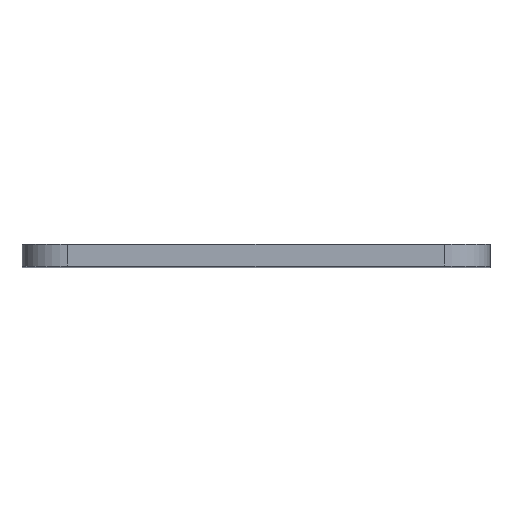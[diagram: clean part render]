
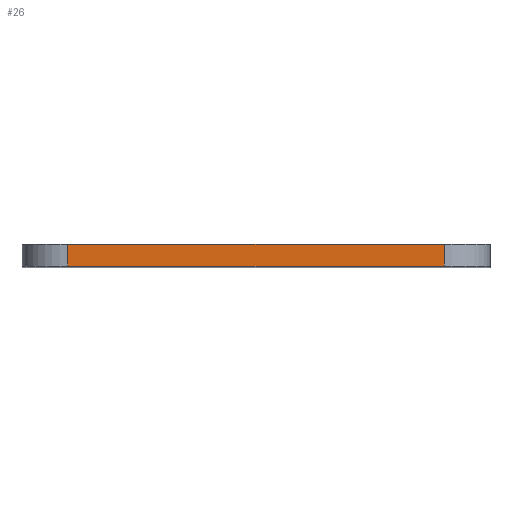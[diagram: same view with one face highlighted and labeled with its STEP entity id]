
A CAD part, top view. The second image highlights one B-rep face of the part: STEP entity #26.
In plain terms, the highlighted planar face has unit normal (0, 0, 1).
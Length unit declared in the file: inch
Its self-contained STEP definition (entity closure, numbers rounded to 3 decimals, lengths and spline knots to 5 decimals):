
#26 = ADVANCED_FACE ( 'NONE', ( #712 ), #127, .F. ) ;
#27 = CARTESIAN_POINT ( 'NONE',  ( -1.025, 0.11811, 2.425 ) ) ;
#57 = CARTESIAN_POINT ( 'NONE',  ( -1.025, 0.11811, 2.425 ) ) ;
#61 = AXIS2_PLACEMENT_3D ( 'NONE', #393, #651, #69 ) ;
#69 = DIRECTION ( 'NONE',  ( -1., 0., 0. ) ) ;
#85 = LINE ( 'NONE', #350, #381 ) ;
#99 = VECTOR ( 'NONE', #707, 39.37008 ) ;
#127 = PLANE ( 'NONE',  #61 ) ;
#172 = CARTESIAN_POINT ( 'NONE',  ( 1.275, 0.11811, 2.425 ) ) ;
#189 = LINE ( 'NONE', #449, #99 ) ;
#209 = EDGE_CURVE ( 'NONE', #773, #319, #333, .T. ) ;
#216 = VECTOR ( 'NONE', #320, 39.37008 ) ;
#245 = CARTESIAN_POINT ( 'NONE',  ( 1.025, 0., 2.425 ) ) ;
#301 = EDGE_CURVE ( 'NONE', #773, #650, #640, .T. ) ;
#319 = VERTEX_POINT ( 'NONE', #767 ) ;
#320 = DIRECTION ( 'NONE',  ( 0., -1., 0. ) ) ;
#321 = EDGE_CURVE ( 'NONE', #660, #319, #189, .T. ) ;
#333 = LINE ( 'NONE', #172, #777 ) ;
#350 = CARTESIAN_POINT ( 'NONE',  ( 1.275, 0., 2.425 ) ) ;
#381 = VECTOR ( 'NONE', #609, 39.37008 ) ;
#393 = CARTESIAN_POINT ( 'NONE',  ( 1.275, 0.11811, 2.425 ) ) ;
#420 = ORIENTED_EDGE ( 'NONE', *, *, #321, .T. ) ;
#432 = DIRECTION ( 'NONE',  ( 1., 0., 0. ) ) ;
#449 = CARTESIAN_POINT ( 'NONE',  ( 1.025, 0.11811, 2.425 ) ) ;
#515 = ORIENTED_EDGE ( 'NONE', *, *, #209, .F. ) ;
#574 = ORIENTED_EDGE ( 'NONE', *, *, #301, .T. ) ;
#609 = DIRECTION ( 'NONE',  ( 1., 0., 0. ) ) ;
#621 = EDGE_LOOP ( 'NONE', ( #515, #574, #709, #420 ) ) ;
#635 = CARTESIAN_POINT ( 'NONE',  ( -1.025, 0., 2.425 ) ) ;
#640 = LINE ( 'NONE', #57, #216 ) ;
#650 = VERTEX_POINT ( 'NONE', #635 ) ;
#651 = DIRECTION ( 'NONE',  ( 0., 0., -1. ) ) ;
#660 = VERTEX_POINT ( 'NONE', #245 ) ;
#707 = DIRECTION ( 'NONE',  ( 0., 1., 0. ) ) ;
#709 = ORIENTED_EDGE ( 'NONE', *, *, #739, .T. ) ;
#712 = FACE_OUTER_BOUND ( 'NONE', #621, .T. ) ;
#739 = EDGE_CURVE ( 'NONE', #650, #660, #85, .T. ) ;
#767 = CARTESIAN_POINT ( 'NONE',  ( 1.025, 0.11811, 2.425 ) ) ;
#773 = VERTEX_POINT ( 'NONE', #27 ) ;
#777 = VECTOR ( 'NONE', #432, 39.37008 ) ;
